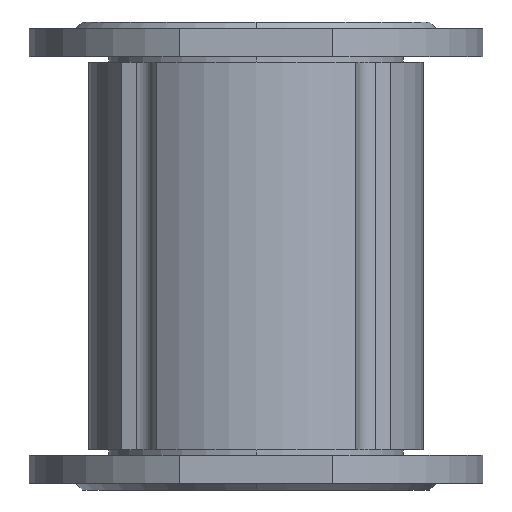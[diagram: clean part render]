
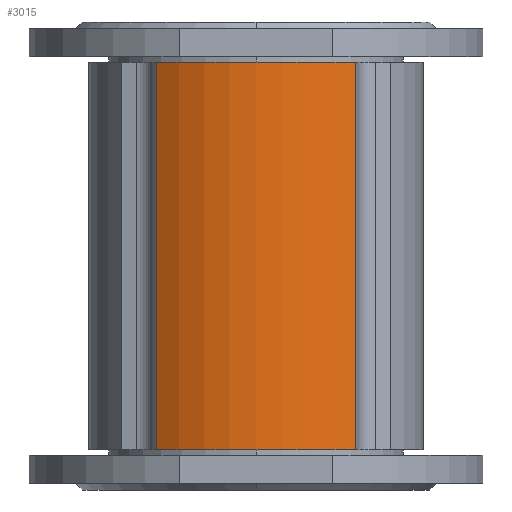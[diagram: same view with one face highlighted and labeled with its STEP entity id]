
A CAD part, front view. The second image highlights one B-rep face of the part: STEP entity #3015.
In plain terms, the highlighted cylindrical face has radius 125 mm (diameter 250 mm), a partial arc.
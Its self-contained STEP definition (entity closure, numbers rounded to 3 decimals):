
#71 = EDGE_CURVE ( 'NONE', #6329, #1649, #2406, .T. ) ;
#116 = DIRECTION ( 'NONE',  ( 0., 0., 1. ) ) ;
#488 = EDGE_CURVE ( 'NONE', #1007, #6329, #6438, .T. ) ;
#577 = CARTESIAN_POINT ( 'NONE',  ( 74.416, -100.435, 145. ) ) ;
#683 = ORIENTED_EDGE ( 'NONE', *, *, #488, .F. ) ;
#706 = VECTOR ( 'NONE', #5644, 1000. ) ;
#1004 = AXIS2_PLACEMENT_3D ( 'NONE', #6142, #6690, #2863 ) ;
#1007 = VERTEX_POINT ( 'NONE', #6318 ) ;
#1214 = DIRECTION ( 'NONE',  ( 0., 0., 1. ) ) ;
#1649 = VERTEX_POINT ( 'NONE', #5394 ) ;
#1752 = CARTESIAN_POINT ( 'NONE',  ( -74.416, -100.435, -145. ) ) ;
#2063 = EDGE_CURVE ( 'NONE', #3577, #1649, #6555, .T. ) ;
#2331 = CARTESIAN_POINT ( 'NONE',  ( 0., 0., 145. ) ) ;
#2406 = LINE ( 'NONE', #6731, #4639 ) ;
#2416 = LINE ( 'NONE', #3460, #706 ) ;
#2607 = ORIENTED_EDGE ( 'NONE', *, *, #71, .F. ) ;
#2863 = DIRECTION ( 'NONE',  ( 1., 0., 0. ) ) ;
#3015 = ADVANCED_FACE ( 'NONE', ( #5989 ), #4472, .T. ) ;
#3224 = EDGE_CURVE ( 'NONE', #1007, #3577, #2416, .T. ) ;
#3460 = CARTESIAN_POINT ( 'NONE',  ( 74.416, -100.435, -145. ) ) ;
#3577 = VERTEX_POINT ( 'NONE', #577 ) ;
#3970 = ORIENTED_EDGE ( 'NONE', *, *, #2063, .T. ) ;
#3979 = DIRECTION ( 'NONE',  ( 0., 0., -1. ) ) ;
#4086 = DIRECTION ( 'NONE',  ( 1., 0., 0. ) ) ;
#4168 = ORIENTED_EDGE ( 'NONE', *, *, #3224, .T. ) ;
#4413 = AXIS2_PLACEMENT_3D ( 'NONE', #2331, #3979, #4086 ) ;
#4472 = CYLINDRICAL_SURFACE ( 'NONE', #5880, 125. ) ;
#4639 = VECTOR ( 'NONE', #116, 1000. ) ;
#4828 = DIRECTION ( 'NONE',  ( 1., 0., 0. ) ) ;
#5394 = CARTESIAN_POINT ( 'NONE',  ( -74.416, -100.435, 145. ) ) ;
#5644 = DIRECTION ( 'NONE',  ( 0., 0., 1. ) ) ;
#5880 = AXIS2_PLACEMENT_3D ( 'NONE', #5947, #1214, #4828 ) ;
#5947 = CARTESIAN_POINT ( 'NONE',  ( 0., 0., -145. ) ) ;
#5989 = FACE_OUTER_BOUND ( 'NONE', #6543, .T. ) ;
#6142 = CARTESIAN_POINT ( 'NONE',  ( 0., 0., -145. ) ) ;
#6318 = CARTESIAN_POINT ( 'NONE',  ( 74.416, -100.435, -145. ) ) ;
#6329 = VERTEX_POINT ( 'NONE', #1752 ) ;
#6438 = CIRCLE ( 'NONE', #1004, 125. ) ;
#6543 = EDGE_LOOP ( 'NONE', ( #3970, #2607, #683, #4168 ) ) ;
#6555 = CIRCLE ( 'NONE', #4413, 125. ) ;
#6690 = DIRECTION ( 'NONE',  ( 0., 0., -1. ) ) ;
#6731 = CARTESIAN_POINT ( 'NONE',  ( -74.416, -100.435, -145. ) ) ;
